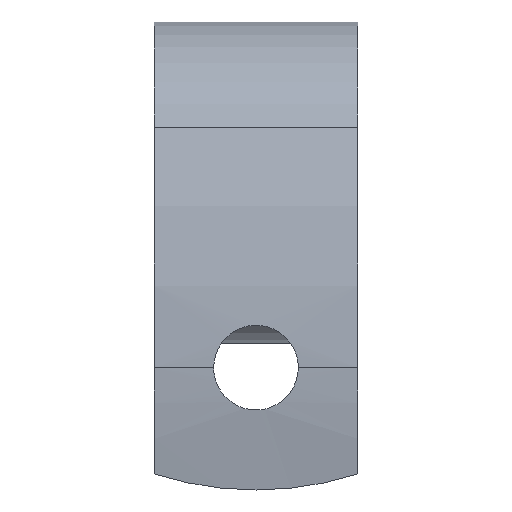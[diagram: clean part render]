
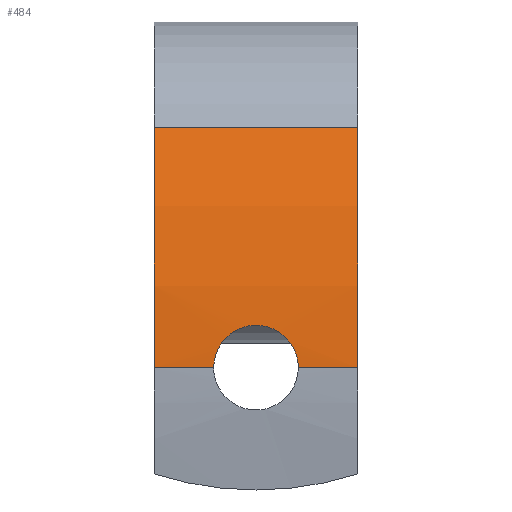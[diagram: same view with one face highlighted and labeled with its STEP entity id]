
A CAD part, top view. The second image highlights one B-rep face of the part: STEP entity #484.
In plain terms, the highlighted cylindrical face has radius 27.409 mm (diameter 54.818 mm), a partial arc.
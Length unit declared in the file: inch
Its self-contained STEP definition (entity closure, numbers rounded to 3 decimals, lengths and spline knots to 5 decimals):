
#5 = CARTESIAN_POINT ( 'NONE',  ( -0.156, 0.08551, 0.23492 ) ) ;
#6 = DIRECTION ( 'NONE',  ( -1., 0., 0. ) ) ;
#31 = CIRCLE ( 'NONE', #100, 1.07909 ) ;
#50 = CARTESIAN_POINT ( 'NONE',  ( 0.065, -0.27497, 0.3 ) ) ;
#61 = CARTESIAN_POINT ( 'NONE',  ( -0.00434, -0.21857, 0.29804 ) ) ;
#69 = CARTESIAN_POINT ( 'NONE',  ( 0.00852, -0.21856, 0.29804 ) ) ;
#100 = AXIS2_PLACEMENT_3D ( 'NONE', #1125, #804, #1699 ) ;
#104 = ORIENTED_EDGE ( 'NONE', *, *, #679, .F. ) ;
#120 = LINE ( 'NONE', #1750, #1617 ) ;
#145 = LINE ( 'NONE', #761, #827 ) ;
#161 = CARTESIAN_POINT ( 'NONE',  ( -0.065, -0.28356, 0.3 ) ) ;
#163 = VERTEX_POINT ( 'NONE', #392 ) ;
#195 = CARTESIAN_POINT ( 'NONE',  ( -0.021, -0.2219, 0.29824 ) ) ;
#201 = CARTESIAN_POINT ( 'NONE',  ( 0.04293, -0.23457, 0.29889 ) ) ;
#212 = CARTESIAN_POINT ( 'NONE',  ( -0.01687, -0.22065, 0.29816 ) ) ;
#307 = ORIENTED_EDGE ( 'NONE', *, *, #1058, .F. ) ;
#311 = ORIENTED_EDGE ( 'NONE', *, *, #789, .F. ) ;
#313 = EDGE_LOOP ( 'NONE', ( #851, #937, #104, #307, #311, #771 ) ) ;
#319 = DIRECTION ( 'NONE',  ( -1., 0., 0. ) ) ;
#332 = CARTESIAN_POINT ( 'NONE',  ( -0.05682, -0.25088, 0.29953 ) ) ;
#334 = VERTEX_POINT ( 'NONE', #819 ) ;
#339 = CARTESIAN_POINT ( 'NONE',  ( -0.156, -0.28356, -0.77909 ) ) ;
#348 = LINE ( 'NONE', #5, #412 ) ;
#370 = B_SPLINE_CURVE_WITH_KNOTS ( 'NONE', 3,
 ( #161, #1613, #1640, #332, #630, #623, #617, #1358, #1089, #195, #212, #1372, #61, #69, #780, #1773, #1778, #793, #201, #921, #1653, #1215, #50, #1235 ),
 .UNSPECIFIED., .F., .F.,
 ( 4, 2, 2, 2, 2, 2, 2, 2, 2, 2, 2, 4 ),
 ( 0.00516, 0.00581, 0.00645, 0.00678, 0.0071, 0.00742, 0.00774, 0.00839, 0.00871, 0.00903, 0.00968, 0.01032 ),
 .UNSPECIFIED. ) ;
#392 = CARTESIAN_POINT ( 'NONE',  ( 0.156, 0.08551, 0.23492 ) ) ;
#412 = VECTOR ( 'NONE', #1720, 39.37008 ) ;
#430 = DIRECTION ( 'NONE',  ( -1., 0., 0. ) ) ;
#451 = CARTESIAN_POINT ( 'NONE',  ( -0.156, 0.08551, 0.23492 ) ) ;
#484 = ADVANCED_FACE ( 'NONE', ( #763 ), #1509, .T. ) ;
#499 = DIRECTION ( 'NONE',  ( -1., 0., 0. ) ) ;
#617 = CARTESIAN_POINT ( 'NONE',  ( -0.03966, -0.23189, 0.29876 ) ) ;
#623 = CARTESIAN_POINT ( 'NONE',  ( -0.043, -0.23464, 0.29889 ) ) ;
#630 = CARTESIAN_POINT ( 'NONE',  ( -0.05198, -0.24363, 0.29928 ) ) ;
#679 = EDGE_CURVE ( 'NONE', #1825, #163, #348, .T. ) ;
#761 = CARTESIAN_POINT ( 'NONE',  ( 0., -0.28356, 0.3 ) ) ;
#763 = FACE_OUTER_BOUND ( 'NONE', #313, .T. ) ;
#771 = ORIENTED_EDGE ( 'NONE', *, *, #1015, .T. ) ;
#780 = CARTESIAN_POINT ( 'NONE',  ( 0.01696, -0.22024, 0.29815 ) ) ;
#789 = EDGE_CURVE ( 'NONE', #334, #855, #120, .T. ) ;
#793 = CARTESIAN_POINT ( 'NONE',  ( 0.03958, -0.23183, 0.29876 ) ) ;
#804 = DIRECTION ( 'NONE',  ( -1., 0., 0. ) ) ;
#819 = CARTESIAN_POINT ( 'NONE',  ( -0.065, -0.28356, 0.3 ) ) ;
#827 = VECTOR ( 'NONE', #6, 39.37008 ) ;
#851 = ORIENTED_EDGE ( 'NONE', *, *, #901, .F. ) ;
#855 = VERTEX_POINT ( 'NONE', #1329 ) ;
#901 = EDGE_CURVE ( 'NONE', #1084, #1227, #145, .T. ) ;
#921 = CARTESIAN_POINT ( 'NONE',  ( 0.05193, -0.24356, 0.29928 ) ) ;
#937 = ORIENTED_EDGE ( 'NONE', *, *, #1319, .T. ) ;
#1011 = DIRECTION ( 'NONE',  ( 0., 0., 1. ) ) ;
#1015 = EDGE_CURVE ( 'NONE', #334, #1227, #370, .T. ) ;
#1058 = EDGE_CURVE ( 'NONE', #855, #1825, #1639, .T. ) ;
#1084 = VERTEX_POINT ( 'NONE', #1633 ) ;
#1089 = CARTESIAN_POINT ( 'NONE',  ( -0.02886, -0.22517, 0.29842 ) ) ;
#1125 = CARTESIAN_POINT ( 'NONE',  ( 0.156, -0.28356, -0.77909 ) ) ;
#1181 = AXIS2_PLACEMENT_3D ( 'NONE', #1542, #430, #1011 ) ;
#1215 = CARTESIAN_POINT ( 'NONE',  ( 0.06327, -0.26644, 0.29989 ) ) ;
#1227 = VERTEX_POINT ( 'NONE', #1766 ) ;
#1235 = CARTESIAN_POINT ( 'NONE',  ( 0.065, -0.28356, 0.3 ) ) ;
#1319 = EDGE_CURVE ( 'NONE', #1084, #163, #31, .T. ) ;
#1329 = CARTESIAN_POINT ( 'NONE',  ( -0.156, -0.28356, 0.3 ) ) ;
#1358 = CARTESIAN_POINT ( 'NONE',  ( -0.03259, -0.22717, 0.29853 ) ) ;
#1372 = CARTESIAN_POINT ( 'NONE',  ( -0.00856, -0.21899, 0.29807 ) ) ;
#1500 = DIRECTION ( 'NONE',  ( 0., -0.174, 0.985 ) ) ;
#1509 = CYLINDRICAL_SURFACE ( 'NONE', #1181, 1.07909 ) ;
#1542 = CARTESIAN_POINT ( 'NONE',  ( 0., -0.28356, -0.77909 ) ) ;
#1613 = CARTESIAN_POINT ( 'NONE',  ( -0.065, -0.27508, 0.3 ) ) ;
#1617 = VECTOR ( 'NONE', #319, 39.37008 ) ;
#1633 = CARTESIAN_POINT ( 'NONE',  ( 0.156, -0.28356, 0.3 ) ) ;
#1639 = CIRCLE ( 'NONE', #1668, 1.07909 ) ;
#1640 = CARTESIAN_POINT ( 'NONE',  ( -0.0633, -0.26653, 0.29989 ) ) ;
#1653 = CARTESIAN_POINT ( 'NONE',  ( 0.05678, -0.25081, 0.29953 ) ) ;
#1668 = AXIS2_PLACEMENT_3D ( 'NONE', #339, #499, #1500 ) ;
#1699 = DIRECTION ( 'NONE',  ( 0., -0.174, 0.985 ) ) ;
#1720 = DIRECTION ( 'NONE',  ( 1., 0., 0. ) ) ;
#1750 = CARTESIAN_POINT ( 'NONE',  ( 0., -0.28356, 0.3 ) ) ;
#1766 = CARTESIAN_POINT ( 'NONE',  ( 0.065, -0.28356, 0.3 ) ) ;
#1773 = CARTESIAN_POINT ( 'NONE',  ( 0.02878, -0.22513, 0.29842 ) ) ;
#1778 = CARTESIAN_POINT ( 'NONE',  ( 0.03252, -0.22712, 0.29853 ) ) ;
#1825 = VERTEX_POINT ( 'NONE', #451 ) ;
